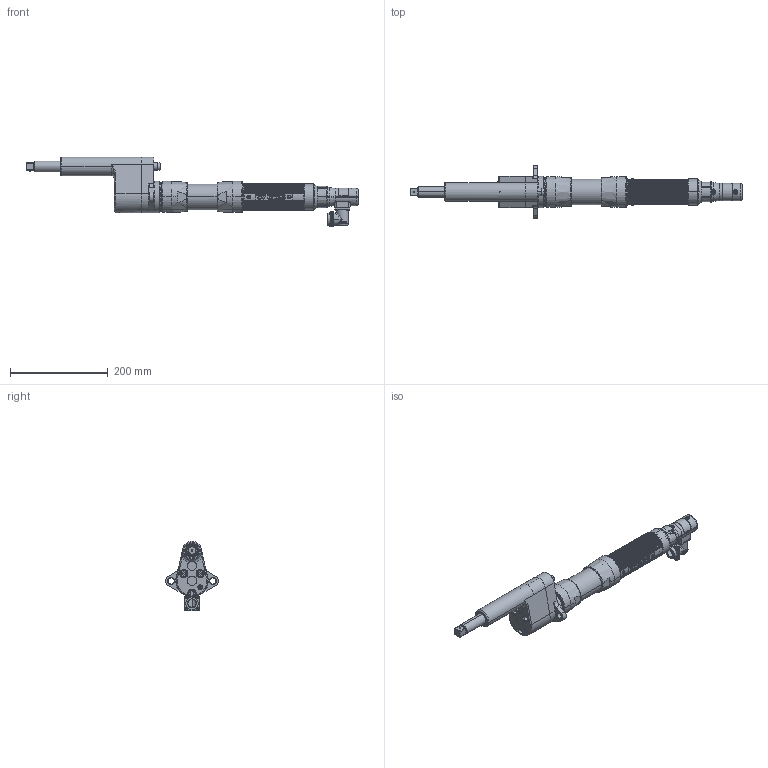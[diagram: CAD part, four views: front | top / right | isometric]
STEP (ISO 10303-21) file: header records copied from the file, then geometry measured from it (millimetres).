
FILE_DESCRIPTION((''),'2;1');
FILE_NAME('EB45MD2F2-125R','2017-12-19T',('CEG0317'),(''),'PRO/ENGINEER BY PARAMETRIC TECHNOLOGY CORPORATION, 2010430','PRO/ENGINEER BY PARAMETRIC TECHNOLOGY CORPORATION, 2010430','');
FILE_SCHEMA(('CONFIG_CONTROL_DESIGN'));
Products named in the file (1): EB45MD2F2-125R
Bounding box: 680.06 x 108.08 x 142.72 mm (x, y, z)
Surface area: 299169.4 mm2 (no closed solid volume)
Topology: 0 solids, 155 shells, 1148 faces, 5223 edges, 4064 vertices
Faces by surface type: cylinder 532, plane 283, cone 142, torus 116, bspline 73, extrusion 2
Entity records: 74107 total; most frequent: CARTESIAN_POINT 34921, DIRECTION 7587, ORIENTED_EDGE 7174, EDGE_CURVE 5223, VERTEX_POINT 4064, AXIS2_PLACEMENT_3D 2680, VECTOR 2227, LINE 2225
